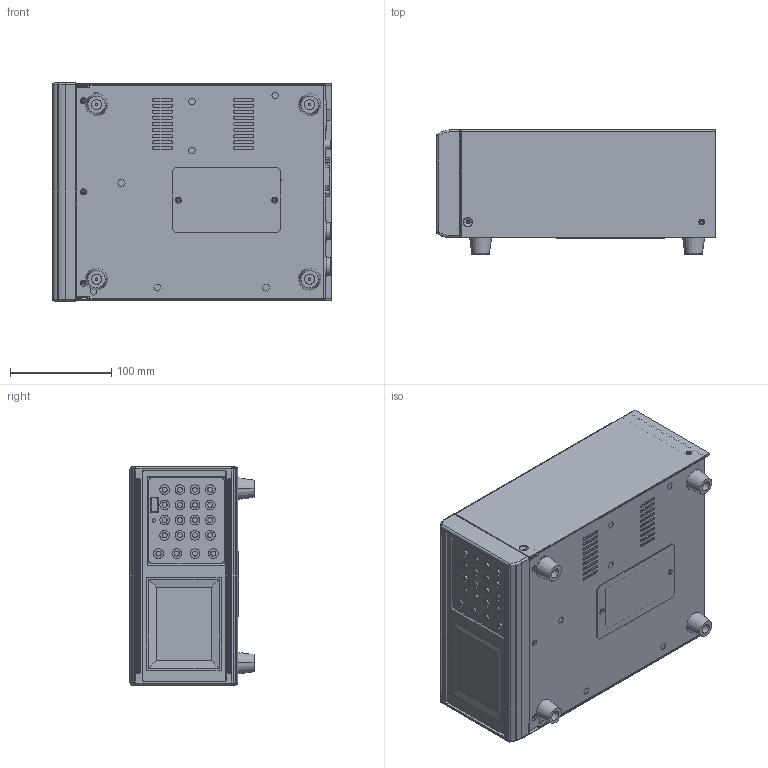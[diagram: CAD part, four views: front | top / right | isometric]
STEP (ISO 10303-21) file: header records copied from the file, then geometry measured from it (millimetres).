
FILE_DESCRIPTION (( 'STEP AP214' ), '1' );
FILE_NAME ('ML-4PT.STEP', '2025-11-10T06:21:23', ( 'User' ), ( 'user' ), 'SwSTEP 2.0', 'SolidWorks 2020', '' );
FILE_SCHEMA (( 'AUTOMOTIVE_DESIGN' ));
Length unit declared in the file: millimetre
Products named in the file (1): ML-4PT
Bounding box: 274.88 x 122.3 x 215 mm (x, y, z)
Surface area: 580362.1 mm2 (no closed solid volume)
Topology: 0 solids, 71 shells, 1024 faces, 4041 edges, 3057 vertices
Faces by surface type: cylinder 452, plane 404, torus 72, cone 58, bspline 36, sphere 2
Entity records: 58818 total; most frequent: CARTESIAN_POINT 13503, DIRECTION 7201, ORIENTED_EDGE 6038, EDGE_CURVE 4039, VERTEX_POINT 3057, AXIS2_PLACEMENT_3D 2589, LINE 2023, VECTOR 2023
